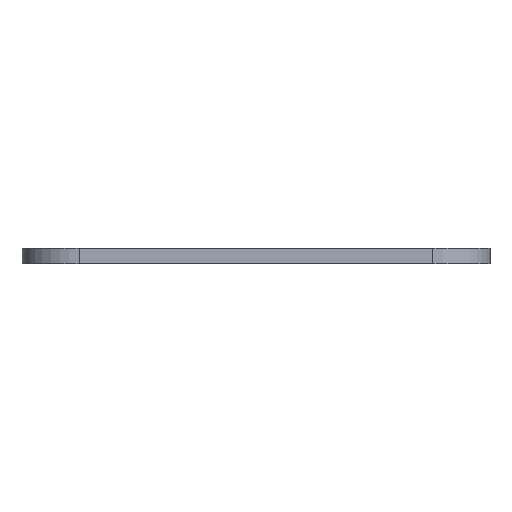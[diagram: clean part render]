
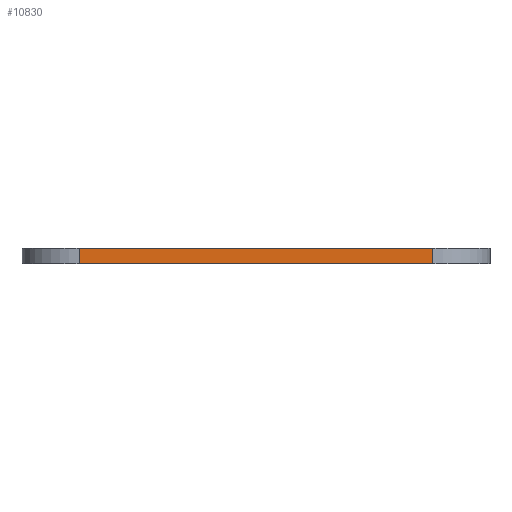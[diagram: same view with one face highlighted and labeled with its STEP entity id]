
A CAD part, left-side view. The second image highlights one B-rep face of the part: STEP entity #10830.
In plain terms, the highlighted planar face has unit normal (-1, 0, 0).
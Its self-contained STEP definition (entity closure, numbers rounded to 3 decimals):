
#55 = CYLINDRICAL_SURFACE('',#56,6.);
#56 = AXIS2_PLACEMENT_3D('',#57,#58,#59);
#57 = CARTESIAN_POINT('',(-44.,-18.5,0.));
#58 = DIRECTION('',(-0.,-0.,-1.));
#59 = DIRECTION('',(1.,0.,-0.));
#83 = PLANE('',#84);
#84 = AXIS2_PLACEMENT_3D('',#85,#86,#87);
#85 = CARTESIAN_POINT('',(0.,0.,1.6));
#86 = DIRECTION('',(0.,0.,1.));
#87 = DIRECTION('',(1.,0.,-0.));
#137 = PLANE('',#138);
#138 = AXIS2_PLACEMENT_3D('',#139,#140,#141);
#139 = CARTESIAN_POINT('',(0.,0.,0.));
#140 = DIRECTION('',(0.,0.,1.));
#141 = DIRECTION('',(1.,0.,-0.));
#152 = EDGE_CURVE('',#153,#155,#157,.T.);
#153 = VERTEX_POINT('',#154);
#154 = CARTESIAN_POINT('',(-50.,-18.5,0.));
#155 = VERTEX_POINT('',#156);
#156 = CARTESIAN_POINT('',(-50.,-18.5,1.6));
#157 = SURFACE_CURVE('',#158,(#162,#169),.PCURVE_S1.);
#158 = LINE('',#159,#160);
#159 = CARTESIAN_POINT('',(-50.,-18.5,0.));
#160 = VECTOR('',#161,1.);
#161 = DIRECTION('',(0.,0.,1.));
#162 = PCURVE('',#55,#163);
#163 = DEFINITIONAL_REPRESENTATION('',(#164),#168);
#164 = LINE('',#165,#166);
#165 = CARTESIAN_POINT('',(-3.142,0.));
#166 = VECTOR('',#167,1.);
#167 = DIRECTION('',(-0.,-1.));
#168 = ( GEOMETRIC_REPRESENTATION_CONTEXT(2) 
PARAMETRIC_REPRESENTATION_CONTEXT() REPRESENTATION_CONTEXT('2D SPACE',''
  ) );
#169 = PCURVE('',#170,#175);
#170 = PLANE('',#171);
#171 = AXIS2_PLACEMENT_3D('',#172,#173,#174);
#172 = CARTESIAN_POINT('',(-50.,18.5,0.));
#173 = DIRECTION('',(1.,0.,-0.));
#174 = DIRECTION('',(0.,-1.,0.));
#175 = DEFINITIONAL_REPRESENTATION('',(#176),#180);
#176 = LINE('',#177,#178);
#177 = CARTESIAN_POINT('',(37.,0.));
#178 = VECTOR('',#179,1.);
#179 = DIRECTION('',(0.,-1.));
#180 = ( GEOMETRIC_REPRESENTATION_CONTEXT(2) 
PARAMETRIC_REPRESENTATION_CONTEXT() REPRESENTATION_CONTEXT('2D SPACE',''
  ) );
#391 = VERTEX_POINT('',#392);
#392 = CARTESIAN_POINT('',(-50.,18.5,0.));
#407 = CYLINDRICAL_SURFACE('',#408,6.);
#408 = AXIS2_PLACEMENT_3D('',#409,#410,#411);
#409 = CARTESIAN_POINT('',(-44.,18.5,0.));
#410 = DIRECTION('',(-0.,-0.,-1.));
#411 = DIRECTION('',(1.,0.,-0.));
#419 = EDGE_CURVE('',#391,#153,#420,.T.);
#420 = SURFACE_CURVE('',#421,(#425,#432),.PCURVE_S1.);
#421 = LINE('',#422,#423);
#422 = CARTESIAN_POINT('',(-50.,18.5,0.));
#423 = VECTOR('',#424,1.);
#424 = DIRECTION('',(0.,-1.,0.));
#425 = PCURVE('',#137,#426);
#426 = DEFINITIONAL_REPRESENTATION('',(#427),#431);
#427 = LINE('',#428,#429);
#428 = CARTESIAN_POINT('',(-50.,18.5));
#429 = VECTOR('',#430,1.);
#430 = DIRECTION('',(0.,-1.));
#431 = ( GEOMETRIC_REPRESENTATION_CONTEXT(2) 
PARAMETRIC_REPRESENTATION_CONTEXT() REPRESENTATION_CONTEXT('2D SPACE',''
  ) );
#432 = PCURVE('',#170,#433);
#433 = DEFINITIONAL_REPRESENTATION('',(#434),#438);
#434 = LINE('',#435,#436);
#435 = CARTESIAN_POINT('',(0.,0.));
#436 = VECTOR('',#437,1.);
#437 = DIRECTION('',(1.,0.));
#438 = ( GEOMETRIC_REPRESENTATION_CONTEXT(2) 
PARAMETRIC_REPRESENTATION_CONTEXT() REPRESENTATION_CONTEXT('2D SPACE',''
  ) );
#6104 = VERTEX_POINT('',#6105);
#6105 = CARTESIAN_POINT('',(-50.,18.5,1.6));
#6127 = EDGE_CURVE('',#6104,#155,#6128,.T.);
#6128 = SURFACE_CURVE('',#6129,(#6133,#6140),.PCURVE_S1.);
#6129 = LINE('',#6130,#6131);
#6130 = CARTESIAN_POINT('',(-50.,18.5,1.6));
#6131 = VECTOR('',#6132,1.);
#6132 = DIRECTION('',(0.,-1.,0.));
#6133 = PCURVE('',#83,#6134);
#6134 = DEFINITIONAL_REPRESENTATION('',(#6135),#6139);
#6135 = LINE('',#6136,#6137);
#6136 = CARTESIAN_POINT('',(-50.,18.5));
#6137 = VECTOR('',#6138,1.);
#6138 = DIRECTION('',(0.,-1.));
#6139 = ( GEOMETRIC_REPRESENTATION_CONTEXT(2) 
PARAMETRIC_REPRESENTATION_CONTEXT() REPRESENTATION_CONTEXT('2D SPACE',''
  ) );
#6140 = PCURVE('',#170,#6141);
#6141 = DEFINITIONAL_REPRESENTATION('',(#6142),#6146);
#6142 = LINE('',#6143,#6144);
#6143 = CARTESIAN_POINT('',(0.,-1.6));
#6144 = VECTOR('',#6145,1.);
#6145 = DIRECTION('',(1.,0.));
#6146 = ( GEOMETRIC_REPRESENTATION_CONTEXT(2) 
PARAMETRIC_REPRESENTATION_CONTEXT() REPRESENTATION_CONTEXT('2D SPACE',''
  ) );
#10830 = ADVANCED_FACE('',(#10831),#170,.F.);
#10831 = FACE_BOUND('',#10832,.F.);
#10832 = EDGE_LOOP('',(#10833,#10854,#10855,#10856));
#10833 = ORIENTED_EDGE('',*,*,#10834,.T.);
#10834 = EDGE_CURVE('',#391,#6104,#10835,.T.);
#10835 = SURFACE_CURVE('',#10836,(#10840,#10847),.PCURVE_S1.);
#10836 = LINE('',#10837,#10838);
#10837 = CARTESIAN_POINT('',(-50.,18.5,0.));
#10838 = VECTOR('',#10839,1.);
#10839 = DIRECTION('',(0.,0.,1.));
#10840 = PCURVE('',#170,#10841);
#10841 = DEFINITIONAL_REPRESENTATION('',(#10842),#10846);
#10842 = LINE('',#10843,#10844);
#10843 = CARTESIAN_POINT('',(0.,0.));
#10844 = VECTOR('',#10845,1.);
#10845 = DIRECTION('',(0.,-1.));
#10846 = ( GEOMETRIC_REPRESENTATION_CONTEXT(2) 
PARAMETRIC_REPRESENTATION_CONTEXT() REPRESENTATION_CONTEXT('2D SPACE',''
  ) );
#10847 = PCURVE('',#407,#10848);
#10848 = DEFINITIONAL_REPRESENTATION('',(#10849),#10853);
#10849 = LINE('',#10850,#10851);
#10850 = CARTESIAN_POINT('',(-3.142,0.));
#10851 = VECTOR('',#10852,1.);
#10852 = DIRECTION('',(-0.,-1.));
#10853 = ( GEOMETRIC_REPRESENTATION_CONTEXT(2) 
PARAMETRIC_REPRESENTATION_CONTEXT() REPRESENTATION_CONTEXT('2D SPACE',''
  ) );
#10854 = ORIENTED_EDGE('',*,*,#6127,.T.);
#10855 = ORIENTED_EDGE('',*,*,#152,.F.);
#10856 = ORIENTED_EDGE('',*,*,#419,.F.);
